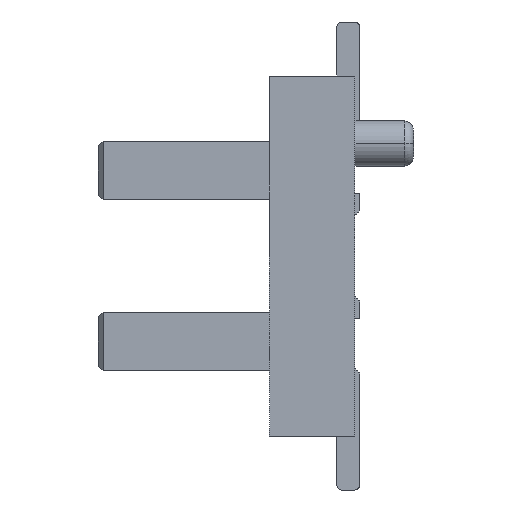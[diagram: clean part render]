
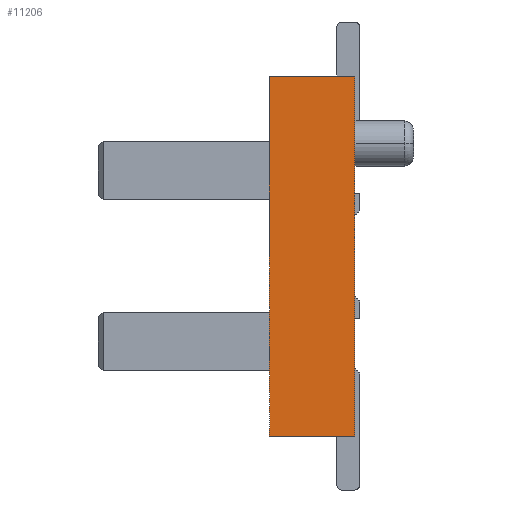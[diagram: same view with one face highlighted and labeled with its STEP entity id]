
A CAD part, left-side view. The second image highlights one B-rep face of the part: STEP entity #11206.
In plain terms, the highlighted planar face has unit normal (-1, 0, 0).
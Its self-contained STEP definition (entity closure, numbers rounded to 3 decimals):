
#29=DIRECTION('',(0.,0.,1.));
#30=VECTOR('',#29,4.);
#31=CARTESIAN_POINT('',(-6.35,0.,-2.));
#32=LINE('',#31,#30);
#293=DIRECTION('',(0.,1.,0.));
#294=VECTOR('',#293,0.95);
#295=CARTESIAN_POINT('',(-6.35,0.,2.));
#296=LINE('',#295,#294);
#1853=DIRECTION('',(0.,0.,1.));
#1854=VECTOR('',#1853,4.);
#1855=CARTESIAN_POINT('',(-6.35,0.95,-2.));
#1856=LINE('',#1855,#1854);
#1901=DIRECTION('',(0.,1.,0.));
#1902=VECTOR('',#1901,0.95);
#1903=CARTESIAN_POINT('',(-6.35,0.,-2.));
#1904=LINE('',#1903,#1902);
#6433=CARTESIAN_POINT('',(-6.35,0.,-2.));
#6434=CARTESIAN_POINT('',(-6.35,0.,2.));
#6435=VERTEX_POINT('',#6433);
#6436=VERTEX_POINT('',#6434);
#6441=CARTESIAN_POINT('',(-6.35,0.95,-2.));
#6442=CARTESIAN_POINT('',(-6.35,0.95,2.));
#6443=VERTEX_POINT('',#6441);
#6444=VERTEX_POINT('',#6442);
#11195=CARTESIAN_POINT('',(-6.35,0.,-2.));
#11196=DIRECTION('',(-1.,0.,0.));
#11197=DIRECTION('',(0.,0.,1.));
#11198=AXIS2_PLACEMENT_3D('',#11195,#11196,#11197);
#11199=PLANE('',#11198);
#11200=ORIENTED_EDGE('',*,*,#8466,.F.);
#11201=ORIENTED_EDGE('',*,*,#11074,.T.);
#11202=ORIENTED_EDGE('',*,*,#11167,.T.);
#11203=ORIENTED_EDGE('',*,*,#8735,.F.);
#11204=EDGE_LOOP('',(#11200,#11201,#11202,#11203));
#11205=FACE_OUTER_BOUND('',#11204,.F.);
#8466=EDGE_CURVE('',#6435,#6436,#32,.T.);
#8735=EDGE_CURVE('',#6436,#6444,#296,.T.);
#11074=EDGE_CURVE('',#6435,#6443,#1904,.T.);
#11167=EDGE_CURVE('',#6443,#6444,#1856,.T.);
#11206=ADVANCED_FACE('',(#11205),#11199,.T.);
